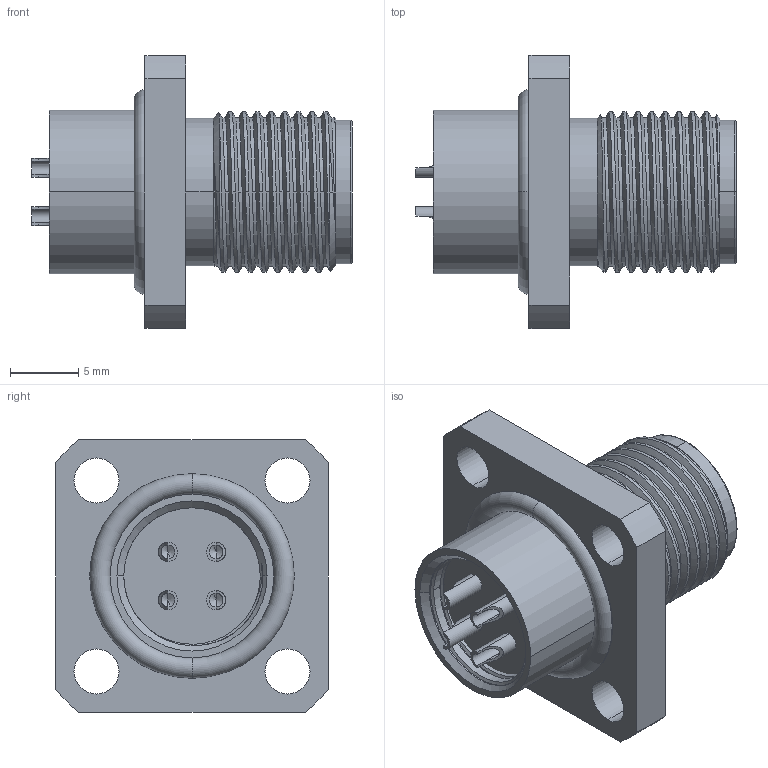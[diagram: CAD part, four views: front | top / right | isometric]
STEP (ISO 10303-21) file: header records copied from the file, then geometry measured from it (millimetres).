
FILE_DESCRIPTION (( 'STEP AP214' ), '1' );
FILE_NAME ('55-00240.STEP', '2024-04-08T23:42:11', ( '' ), ( '' ), 'SwSTEP 2.0', 'SolidWorks 2021', '' );
FILE_SCHEMA (( 'AUTOMOTIVE_DESIGN' ));
Length unit declared in the file: millimetre
Products named in the file (5): 55-00240-01___; 55-00240-03___; 55-00240-04___; 55-00240; 55-00240-02___
Assembly tree (7 placements, depth 2):
  55-00240
    55-00240-01___
    55-00240-02___
    55-00240-03___  x4
    55-00240-04___
Bounding box: 23.5 x 20 x 20 mm (x, y, z)
Volume: 2424.6 mm3; surface area: 4380.6 mm2
Topology: 7 solids, 7 shells, 312 faces, 741 edges, 463 vertices
Faces by surface type: cylinder 163, plane 67, cone 37, torus 31, sphere 8, bspline 6
Entity records: 9008 total; most frequent: CARTESIAN_POINT 3938, ORIENTED_EDGE 1046, DIRECTION 1024, EDGE_CURVE 523, AXIS2_PLACEMENT_3D 412, VERTEX_POINT 337, EDGE_LOOP 246, FACE_OUTER_BOUND 210
